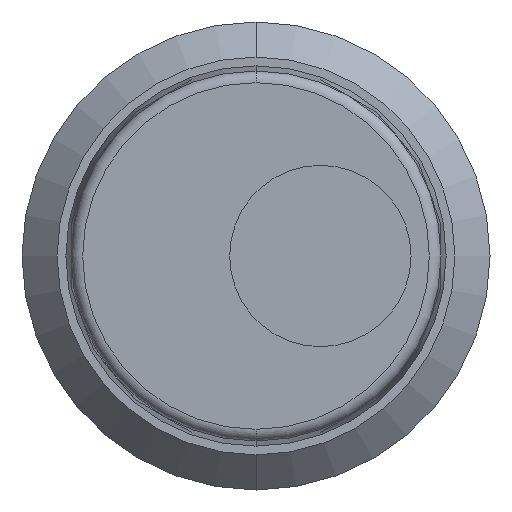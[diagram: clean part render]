
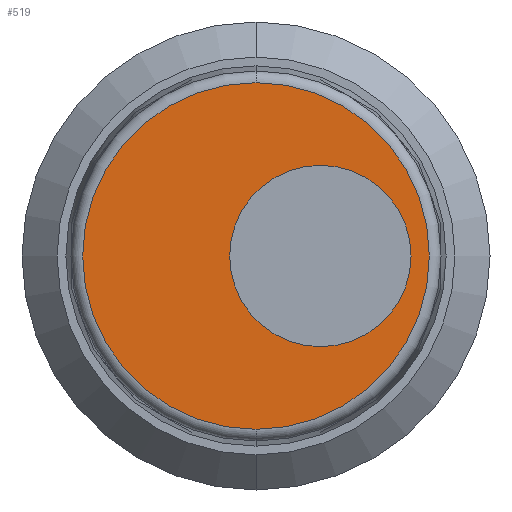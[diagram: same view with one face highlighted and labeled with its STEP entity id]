
A CAD part, front view. The second image highlights one B-rep face of the part: STEP entity #519.
In plain terms, the highlighted planar face has unit normal (0, -1, 0).
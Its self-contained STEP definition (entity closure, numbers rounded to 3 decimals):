
#9 = CIRCLE ( 'NONE', #214, 1.55 ) ;
#18 = EDGE_LOOP ( 'NONE', ( #68, #257 ) ) ;
#22 = CARTESIAN_POINT ( 'NONE',  ( 1.1, -10.7, 0. ) ) ;
#34 = ORIENTED_EDGE ( 'NONE', *, *, #191, .T. ) ;
#62 = PLANE ( 'NONE',  #207 ) ;
#68 = ORIENTED_EDGE ( 'NONE', *, *, #136, .F. ) ;
#78 = VERTEX_POINT ( 'NONE', #502 ) ;
#90 = FACE_BOUND ( 'NONE', #18, .T. ) ;
#101 = CARTESIAN_POINT ( 'NONE',  ( -0.45, -10.7, 0. ) ) ;
#118 = CARTESIAN_POINT ( 'NONE',  ( 0., -10.7, 0. ) ) ;
#136 = EDGE_CURVE ( 'NONE', #346, #188, #9, .T. ) ;
#155 = DIRECTION ( 'NONE',  ( 0., -1., 0. ) ) ;
#156 = DIRECTION ( 'NONE',  ( 0., 0., -1. ) ) ;
#171 = DIRECTION ( 'NONE',  ( 0., 0., -1. ) ) ;
#172 = DIRECTION ( 'NONE',  ( 0., 0., -1. ) ) ;
#176 = ORIENTED_EDGE ( 'NONE', *, *, #526, .T. ) ;
#177 = DIRECTION ( 'NONE',  ( 0., -1., 0. ) ) ;
#180 = CARTESIAN_POINT ( 'NONE',  ( 0., -10.7, 0. ) ) ;
#188 = VERTEX_POINT ( 'NONE', #512 ) ;
#191 = EDGE_CURVE ( 'NONE', #78, #243, #355, .T. ) ;
#192 = CARTESIAN_POINT ( 'NONE',  ( 1.1, -10.7, 0. ) ) ;
#194 = FACE_OUTER_BOUND ( 'NONE', #542, .T. ) ;
#207 = AXIS2_PLACEMENT_3D ( 'NONE', #393, #155, #485 ) ;
#214 = AXIS2_PLACEMENT_3D ( 'NONE', #22, #503, #172 ) ;
#242 = AXIS2_PLACEMENT_3D ( 'NONE', #118, #444, #156 ) ;
#243 = VERTEX_POINT ( 'NONE', #613 ) ;
#244 = DIRECTION ( 'NONE',  ( 0., 0., -1. ) ) ;
#257 = ORIENTED_EDGE ( 'NONE', *, *, #420, .F. ) ;
#346 = VERTEX_POINT ( 'NONE', #101 ) ;
#355 = CIRCLE ( 'NONE', #438, 2.963 ) ;
#360 = CIRCLE ( 'NONE', #242, 2.963 ) ;
#393 = CARTESIAN_POINT ( 'NONE',  ( 0., -10.7, 0. ) ) ;
#399 = CIRCLE ( 'NONE', #460, 1.55 ) ;
#420 = EDGE_CURVE ( 'NONE', #188, #346, #399, .T. ) ;
#438 = AXIS2_PLACEMENT_3D ( 'NONE', #180, #177, #171 ) ;
#444 = DIRECTION ( 'NONE',  ( 0., -1., 0. ) ) ;
#460 = AXIS2_PLACEMENT_3D ( 'NONE', #192, #528, #244 ) ;
#485 = DIRECTION ( 'NONE',  ( 0., 0., -1. ) ) ;
#502 = CARTESIAN_POINT ( 'NONE',  ( 0., -10.7, 2.963 ) ) ;
#503 = DIRECTION ( 'NONE',  ( 0., -1., 0. ) ) ;
#512 = CARTESIAN_POINT ( 'NONE',  ( 2.65, -10.7, 0. ) ) ;
#519 = ADVANCED_FACE ( 'NONE', ( #90, #194 ), #62, .T. ) ;
#526 = EDGE_CURVE ( 'NONE', #243, #78, #360, .T. ) ;
#528 = DIRECTION ( 'NONE',  ( 0., -1., 0. ) ) ;
#542 = EDGE_LOOP ( 'NONE', ( #176, #34 ) ) ;
#613 = CARTESIAN_POINT ( 'NONE',  ( 0., -10.7, -2.963 ) ) ;
